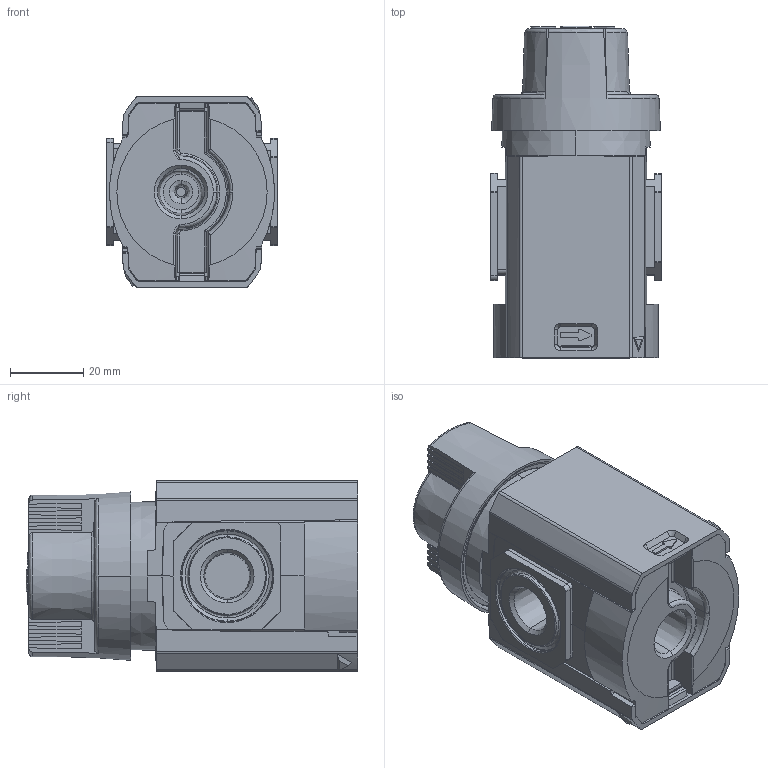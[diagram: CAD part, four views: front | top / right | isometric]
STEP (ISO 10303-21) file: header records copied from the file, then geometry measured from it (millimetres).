
FILE_DESCRIPTION (( 'STEP AP203' ), '1' );
FILE_NAME ('T82T-2AA-B1N.step', '2021-09-07T17:35:05', ( '' ), ( '' ), 'SwSTEP 2.0', 'SolidWorks 2021', '' );
FILE_SCHEMA (( 'CONFIG_CONTROL_DESIGN' ));
Length unit declared in the file: inch
Products named in the file (1): T82T-2AA-B1N
Bounding box: 46.5 x 90.5 x 52 mm (x, y, z)
Volume: 97306 mm3; surface area: 45957.6 mm2
Topology: 3 solids, 3 shells, 804 faces, 2245 edges, 1469 vertices
Faces by surface type: plane 382, cylinder 245, bspline 102, cone 75
Entity records: 28976 total; most frequent: CARTESIAN_POINT 9114, ORIENTED_EDGE 4490, DIRECTION 3796, EDGE_CURVE 2245, VERTEX_POINT 1469, AXIS2_PLACEMENT_3D 1294, LINE 1208, VECTOR 1208
